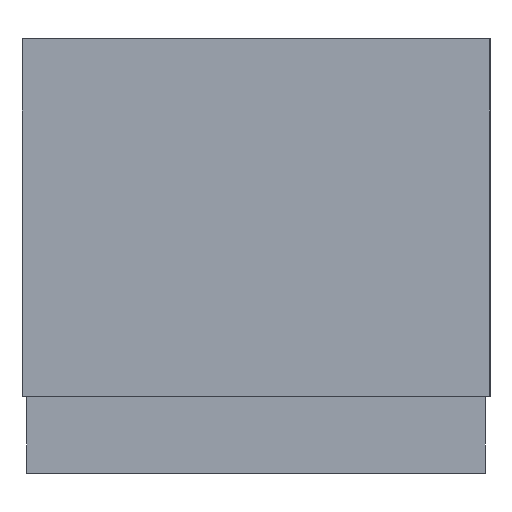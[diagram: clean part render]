
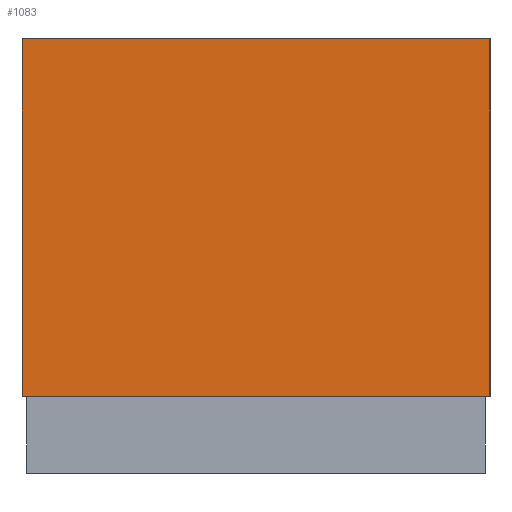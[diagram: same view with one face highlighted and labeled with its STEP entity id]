
A CAD part, left-side view. The second image highlights one B-rep face of the part: STEP entity #1083.
In plain terms, the highlighted planar face has unit normal (-1, 0, 0).
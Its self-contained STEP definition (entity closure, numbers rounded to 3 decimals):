
#1056=AXIS2_PLACEMENT_3D('Plane Axis2P3D',#1053,#1054,#1055) ;
#1024=CARTESIAN_POINT('Vertex',(-1.045,0.765,0.25)) ;
#1027=CARTESIAN_POINT('Line Origine',(-1.045,0.765,0.835)) ;
#1031=CARTESIAN_POINT('Vertex',(-1.045,0.765,1.42)) ;
#1053=CARTESIAN_POINT('Axis2P3D Location',(-1.045,-0.765,0.)) ;
#1058=CARTESIAN_POINT('Line Origine',(-1.045,0.,0.25)) ;
#1062=CARTESIAN_POINT('Vertex',(-1.045,-0.765,0.25)) ;
#1065=CARTESIAN_POINT('Line Origine',(-1.045,-0.765,0.835)) ;
#1069=CARTESIAN_POINT('Vertex',(-1.045,-0.765,1.42)) ;
#1072=CARTESIAN_POINT('Line Origine',(-1.045,0.,1.42)) ;
#1028=DIRECTION('Vector Direction',(0.,0.,1.)) ;
#1054=DIRECTION('Axis2P3D Direction',(1.,0.,0.)) ;
#1055=DIRECTION('Axis2P3D XDirection',(0.,1.,0.)) ;
#1059=DIRECTION('Vector Direction',(0.,1.,0.)) ;
#1066=DIRECTION('Vector Direction',(0.,0.,1.)) ;
#1073=DIRECTION('Vector Direction',(0.,1.,0.)) ;
#1029=VECTOR('Line Direction',#1028,1.) ;
#1060=VECTOR('Line Direction',#1059,1.) ;
#1067=VECTOR('Line Direction',#1066,1.) ;
#1074=VECTOR('Line Direction',#1073,1.) ;
#1078=ORIENTED_EDGE('',*,*,#1033,.F.) ;
#1079=ORIENTED_EDGE('',*,*,#1064,.T.) ;
#1080=ORIENTED_EDGE('',*,*,#1071,.T.) ;
#1081=ORIENTED_EDGE('',*,*,#1076,.F.) ;
#1083=ADVANCED_FACE('\X2\FF8EFF9EFF83FF9EFF68FF70\X0\.2',(#1082),#1057,.F.) ;
#1033=EDGE_CURVE('',#1025,#1032,#1030,.T.) ;
#1064=EDGE_CURVE('',#1025,#1063,#1061,.F.) ;
#1071=EDGE_CURVE('',#1063,#1070,#1068,.T.) ;
#1076=EDGE_CURVE('',#1032,#1070,#1075,.F.) ;
#1077=EDGE_LOOP('',(#1078,#1079,#1080,#1081)) ;
#1082=FACE_OUTER_BOUND('',#1077,.T.) ;
#1030=LINE('Line',#1027,#1029) ;
#1061=LINE('Line',#1058,#1060) ;
#1068=LINE('Line',#1065,#1067) ;
#1075=LINE('Line',#1072,#1074) ;
#1057=PLANE('',#1056) ;
#1025=VERTEX_POINT('',#1024) ;
#1032=VERTEX_POINT('',#1031) ;
#1063=VERTEX_POINT('',#1062) ;
#1070=VERTEX_POINT('',#1069) ;
